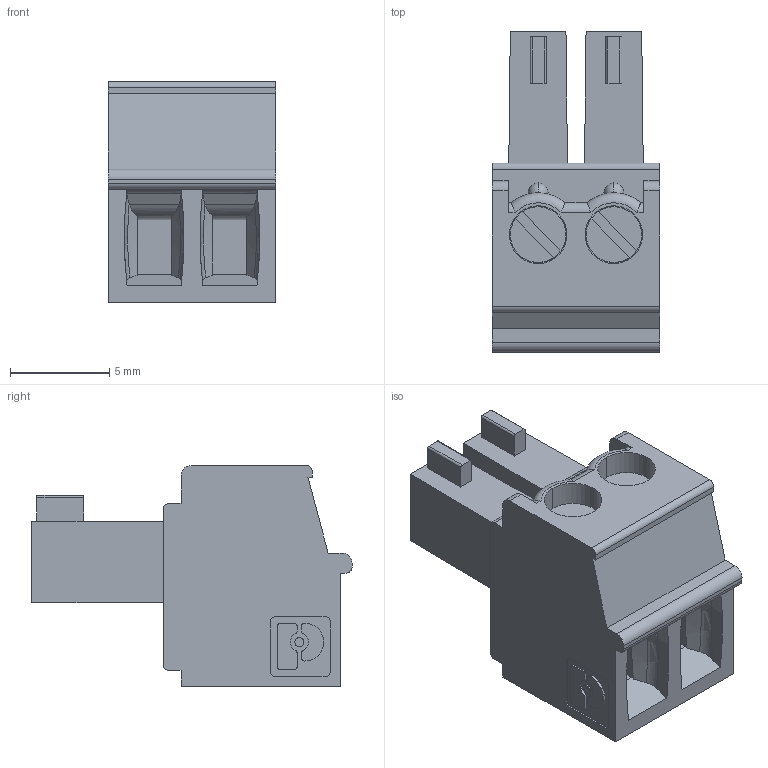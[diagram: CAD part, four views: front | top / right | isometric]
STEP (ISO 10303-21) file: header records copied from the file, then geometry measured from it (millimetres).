
FILE_DESCRIPTION(('Creo Elements/Direct Modeling STEP Export'),'2;1');
FILE_NAME('model.stp','2020-08-28T 0:23:26',(''),(''),'Creo Elements/Direct Modeling STEP processor for AP214 (Solid Model)','Creo Elements/Direct Modeling 20.1A 29-Sep-2018 (C) Parametric Technology GmbH','');
FILE_SCHEMA(('AUTOMOTIVE_DESIGN { 1 0 10303 214 1 1 1 1 }'));
Length unit declared in the file: millimetre
Products named in the file (2): MC_1.5-2-ST-3.81
Assembly tree (1 placements, depth 2):
  MC_1.5-2-ST-3.81
    MC_1.5-2-ST-3.81
Bounding box: 8.41 x 16.1 x 11.1 mm (x, y, z)
Volume: 842.4 mm3; surface area: 852.2 mm2
Topology: 1 solids, 1 shells, 160 faces, 434 edges, 286 vertices
Faces by surface type: plane 89, cylinder 57, torus 6, cone 4, sphere 4
Entity records: 7256 total; most frequent: CARTESIAN_POINT 1837, ORIENTED_EDGE 860, DIRECTION 842, EDGE_CURVE 430, AXIS2_PLACEMENT_3D 293, VERTEX_POINT 286, VECTOR 256, LINE 256
